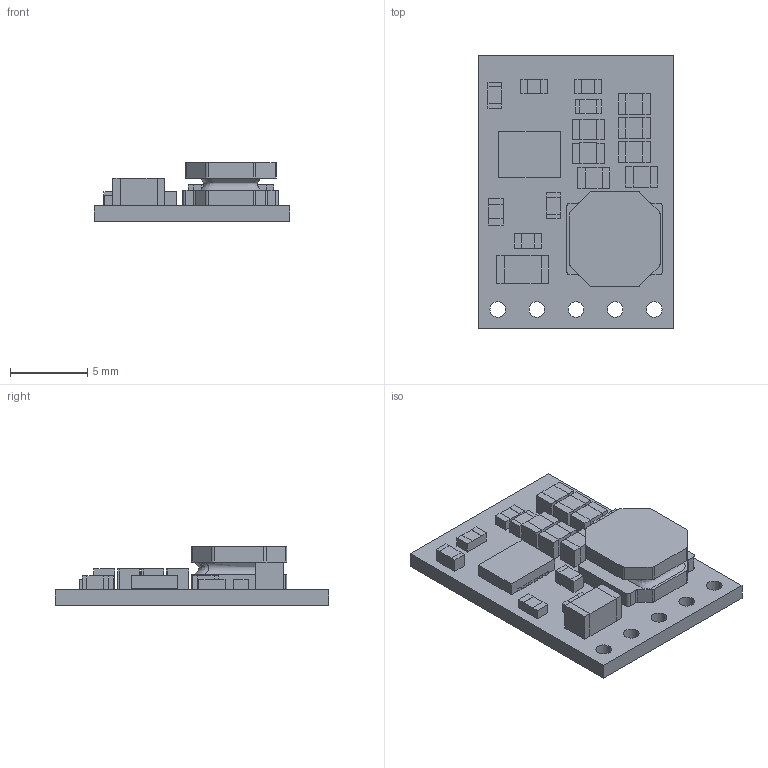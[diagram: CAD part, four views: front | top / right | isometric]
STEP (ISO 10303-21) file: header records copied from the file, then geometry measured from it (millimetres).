
FILE_DESCRIPTION (( 'STEP AP214' ), '1' );
FILE_NAME ('pololu-3.3v-1a-step-down-voltage-regulator-d24v10f3.step', '2017-10-06T20:37:25', ( '' ), ( '' ), 'SwSTEP 2.0', 'SolidWorks 2016', '' );
FILE_SCHEMA (( 'AUTOMOTIVE_DESIGN' ));
Length unit declared in the file: millimetre
Products named in the file (1): pololu-3.3v-1a-step-down-voltage-regulator-d24v10f3
Bounding box: 12.7 x 17.78 x 3.82 mm (x, y, z)
Volume: 365 mm3; surface area: 736.9 mm2
Topology: 1 solids, 1 shells, 698 faces, 1923 edges, 1272 vertices
Faces by surface type: plane 524, bspline 144, cylinder 30
Entity records: 34995 total; most frequent: CARTESIAN_POINT 10378, ORIENTED_EDGE 3846, DIRECTION 2803, EDGE_CURVE 1923, LINE 1565, VECTOR 1565, VERTEX_POINT 1272, EDGE_LOOP 777
